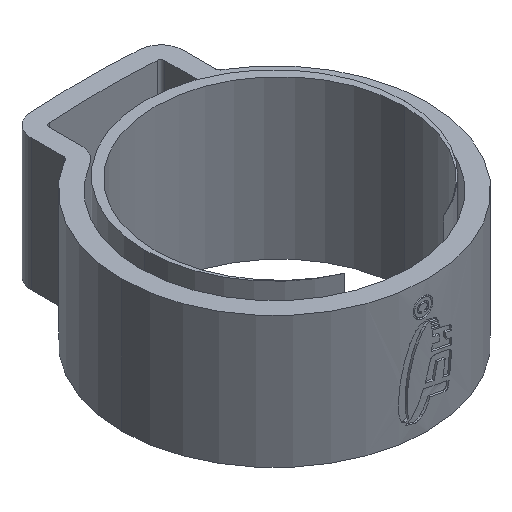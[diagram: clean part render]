
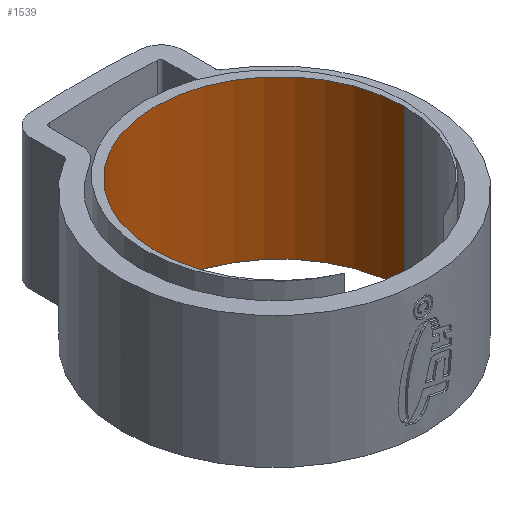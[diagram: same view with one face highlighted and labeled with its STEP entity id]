
A CAD part, isometric view. The second image highlights one B-rep face of the part: STEP entity #1539.
In plain terms, the highlighted cylindrical face has radius 6.16 mm (diameter 12.321 mm), a partial arc.
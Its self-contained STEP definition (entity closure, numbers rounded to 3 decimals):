
#111 = VECTOR ( 'NONE', #2546, 1000. ) ;
#296 = CARTESIAN_POINT ( 'NONE',  ( 6.16, -0.26, -3.9 ) ) ;
#368 = DIRECTION ( 'NONE',  ( 0., 0., -1. ) ) ;
#832 = CARTESIAN_POINT ( 'NONE',  ( -6.16, -0.26, 3.9 ) ) ;
#995 = AXIS2_PLACEMENT_3D ( 'NONE', #2490, #368, #2053 ) ;
#1117 = VERTEX_POINT ( 'NONE', #2794 ) ;
#1497 = CIRCLE ( 'NONE', #4918, 6.16 ) ;
#1538 = DIRECTION ( 'NONE',  ( 0., 0., -1. ) ) ;
#1539 = ADVANCED_FACE ( 'NONE', ( #4865 ), #4455, .F. ) ;
#1689 = VERTEX_POINT ( 'NONE', #3753 ) ;
#1845 = LINE ( 'NONE', #3552, #3708 ) ;
#1884 = DIRECTION ( 'NONE',  ( 0., 0., -1. ) ) ;
#2053 = DIRECTION ( 'NONE',  ( 1., 0., 0. ) ) ;
#2177 = EDGE_LOOP ( 'NONE', ( #4115, #3430, #4117, #4961 ) ) ;
#2324 = CARTESIAN_POINT ( 'NONE',  ( 0., -0.26, 3.9 ) ) ;
#2404 = DIRECTION ( 'NONE',  ( 1., 0., 0. ) ) ;
#2490 = CARTESIAN_POINT ( 'NONE',  ( 0., -0.26, -3.9 ) ) ;
#2546 = DIRECTION ( 'NONE',  ( 0., 0., -1. ) ) ;
#2750 = EDGE_CURVE ( 'NONE', #3834, #1689, #1497, .T. ) ;
#2794 = CARTESIAN_POINT ( 'NONE',  ( -6.16, -0.26, -3.9 ) ) ;
#3043 = VERTEX_POINT ( 'NONE', #296 ) ;
#3206 = DIRECTION ( 'NONE',  ( -1., 0., 0. ) ) ;
#3360 = CIRCLE ( 'NONE', #995, 6.16 ) ;
#3430 = ORIENTED_EDGE ( 'NONE', *, *, #2750, .F. ) ;
#3474 = EDGE_CURVE ( 'NONE', #3834, #1117, #4658, .T. ) ;
#3552 = CARTESIAN_POINT ( 'NONE',  ( 6.16, -0.26, 3.9 ) ) ;
#3708 = VECTOR ( 'NONE', #4759, 1000. ) ;
#3753 = CARTESIAN_POINT ( 'NONE',  ( 6.16, -0.26, 3.9 ) ) ;
#3834 = VERTEX_POINT ( 'NONE', #832 ) ;
#4023 = EDGE_CURVE ( 'NONE', #1689, #3043, #1845, .T. ) ;
#4040 = CARTESIAN_POINT ( 'NONE',  ( 0., -0.26, 3.9 ) ) ;
#4115 = ORIENTED_EDGE ( 'NONE', *, *, #4023, .F. ) ;
#4117 = ORIENTED_EDGE ( 'NONE', *, *, #3474, .T. ) ;
#4455 = CYLINDRICAL_SURFACE ( 'NONE', #4832, 6.16 ) ;
#4569 = CARTESIAN_POINT ( 'NONE',  ( -6.16, -0.26, 3.9 ) ) ;
#4658 = LINE ( 'NONE', #4569, #111 ) ;
#4759 = DIRECTION ( 'NONE',  ( 0., 0., -1. ) ) ;
#4832 = AXIS2_PLACEMENT_3D ( 'NONE', #4040, #1538, #3206 ) ;
#4865 = FACE_OUTER_BOUND ( 'NONE', #2177, .T. ) ;
#4918 = AXIS2_PLACEMENT_3D ( 'NONE', #2324, #1884, #2404 ) ;
#4961 = ORIENTED_EDGE ( 'NONE', *, *, #5101, .T. ) ;
#5101 = EDGE_CURVE ( 'NONE', #1117, #3043, #3360, .T. ) ;
